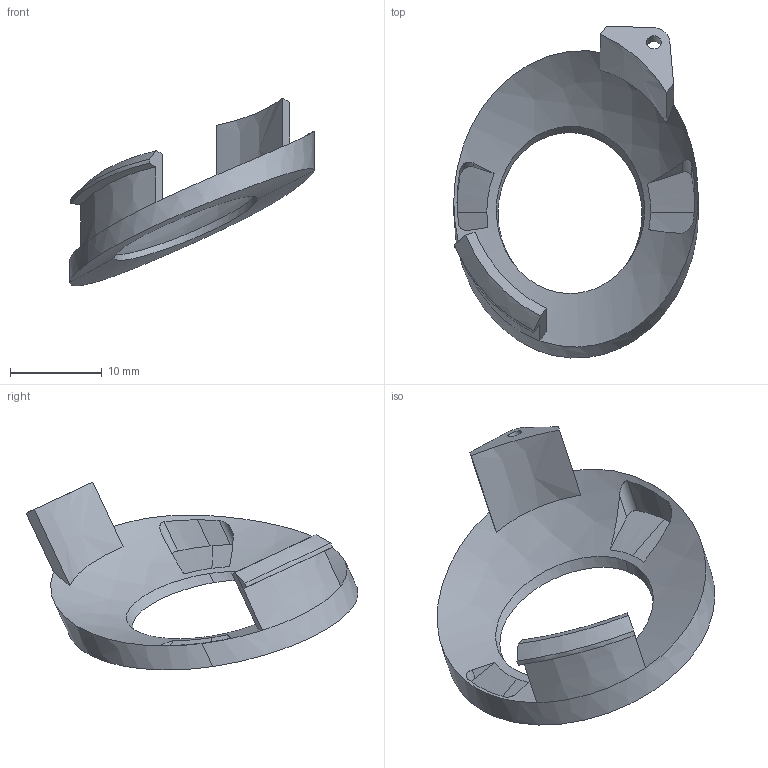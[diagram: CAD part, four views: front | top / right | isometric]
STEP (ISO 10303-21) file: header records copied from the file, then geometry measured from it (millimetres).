
FILE_DESCRIPTION((''),'2;1');
FILE_NAME('PR13_B_CVR_EYE_R','2012-01-20T',('wook jang'),(''),'PRO/ENGINEER BY PARAMETRIC TECHNOLOGY CORPORATION, 2009060','PRO/ENGINEER BY PARAMETRIC TECHNOLOGY CORPORATION, 2009060','');
FILE_SCHEMA(('AUTOMOTIVE_DESIGN_CC06 { 1 0 10303 214 -2 1 8 1 }'));
Length unit declared in the file: millimetre
Products named in the file (1): PR13_B_CVR_EYE_R
Bounding box: 26.7 x 36.25 x 20.51 mm (x, y, z)
Volume: 1088.2 mm3; surface area: 1873.3 mm2
Topology: 1 solids, 1 shells, 47 faces, 124 edges, 80 vertices
Faces by surface type: plane 17, extrusion 11, bspline 10, cylinder 8, cone 1
Entity records: 3030 total; most frequent: CARTESIAN_POINT 1508, ORIENTED_EDGE 248, DIRECTION 128, PRESENTATION_STYLE_ASSIGNMENT 125, STYLED_ITEM 125, CURVE_STYLE 124, EDGE_CURVE 124, COLOUR_RGB 111
